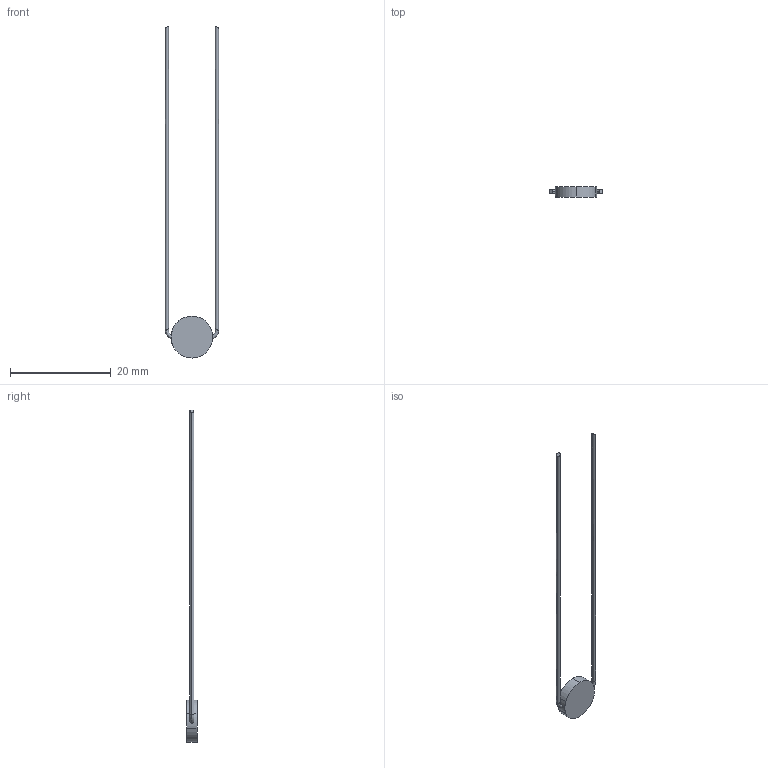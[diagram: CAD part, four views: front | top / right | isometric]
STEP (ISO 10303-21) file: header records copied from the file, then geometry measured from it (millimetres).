
FILE_DESCRIPTION (( 'STEP AP214' ), '1' );
FILE_NAME ('CTN009555.STEP', '2017-04-20T08:56:27', ( '' ), ( '' ), 'SwSTEP 2.0', 'SolidWorks 2016', '' );
FILE_SCHEMA (( 'AUTOMOTIVE_DESIGN' ));
Length unit declared in the file: millimetre
Products named in the file (1): CTN009555
Bounding box: 10.59 x 2 x 65.83 mm (x, y, z)
Volume: 159 mm3; surface area: 443.9 mm2
Topology: 1 solids, 1 shells, 36 faces, 91 edges, 59 vertices
Faces by surface type: bspline 16, plane 13, cylinder 7
Entity records: 2493 total; most frequent: CARTESIAN_POINT 1460, ORIENTED_EDGE 182, DIRECTION 120, EDGE_CURVE 91, VERTEX_POINT 59, AXIS2_PLACEMENT_3D 49, B_SPLINE_CURVE_WITH_KNOTS 40, EDGE_LOOP 38
